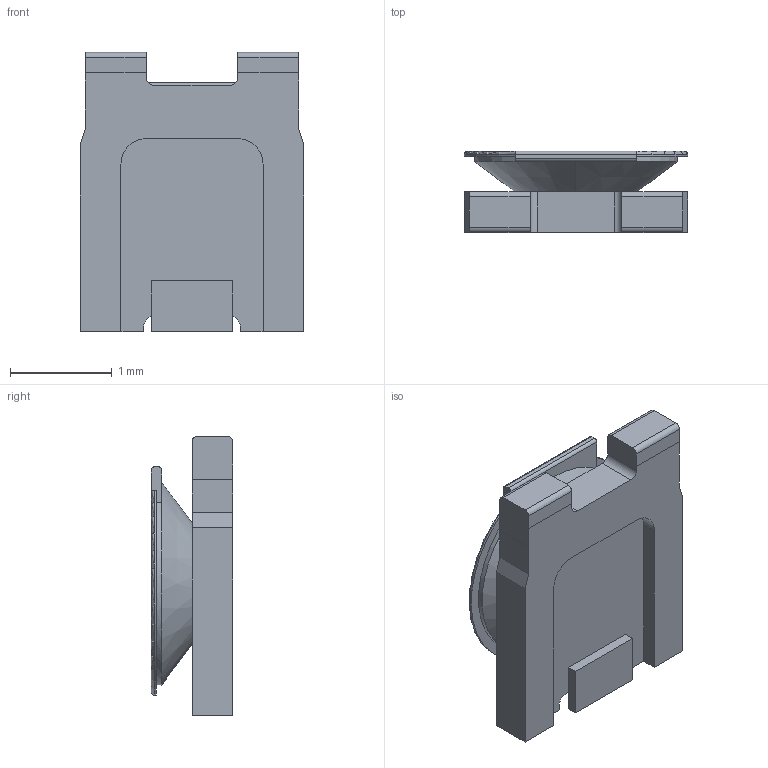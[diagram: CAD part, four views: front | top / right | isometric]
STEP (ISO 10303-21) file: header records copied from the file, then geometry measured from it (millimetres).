
FILE_DESCRIPTION (( 'STEP AP214' ), '1' );
FILE_NAME ('Murata PVA2.STEP', '2015-11-27T22:01:43', ( '' ), ( '' ), 'SwSTEP 2.0', 'SolidWorks 2015', '' );
FILE_SCHEMA (( 'AUTOMOTIVE_DESIGN' ));
Length unit declared in the file: millimetre
Products named in the file (1): Murata PVA2
Bounding box: 2.2 x 0.8 x 2.75 mm (x, y, z)
Volume: 2.4 mm3; surface area: 26.4 mm2
Topology: 2 solids, 2 shells, 97 faces, 263 edges, 173 vertices
Faces by surface type: plane 60, cylinder 22, cone 8, torus 7
Entity records: 3778 total; most frequent: CARTESIAN_POINT 694, ORIENTED_EDGE 526, DIRECTION 488, EDGE_CURVE 263, VERTEX_POINT 173, AXIS2_PLACEMENT_3D 167, VECTOR 154, LINE 154
